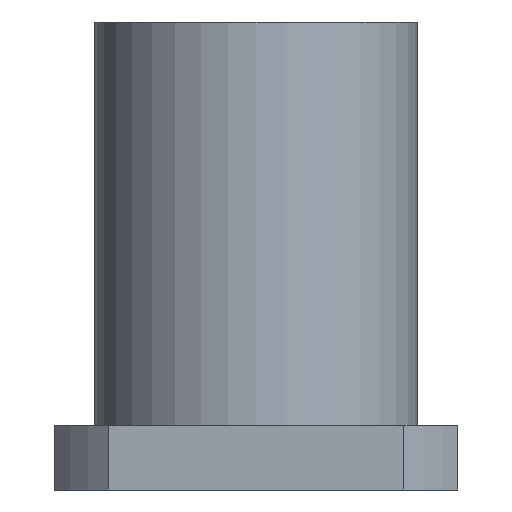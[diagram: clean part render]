
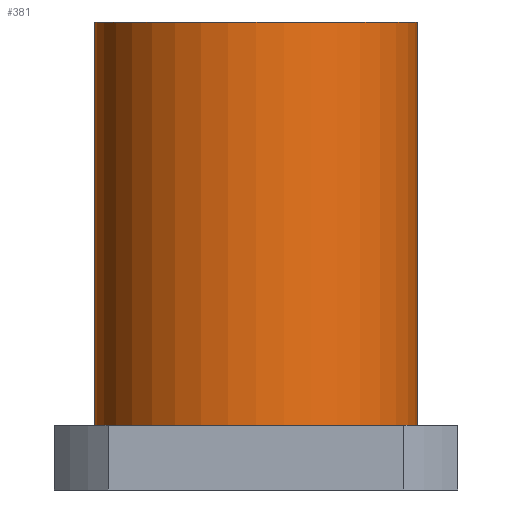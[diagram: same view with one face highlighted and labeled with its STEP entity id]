
A CAD part, front view. The second image highlights one B-rep face of the part: STEP entity #381.
In plain terms, the highlighted cylindrical face has radius 20 mm (diameter 40 mm), a partial arc.
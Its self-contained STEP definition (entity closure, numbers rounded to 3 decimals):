
#29 = DIRECTION ( 'NONE',  ( 1., 0., 0. ) ) ;
#46 = CARTESIAN_POINT ( 'NONE',  ( 0., 0., 29. ) ) ;
#90 = CARTESIAN_POINT ( 'NONE',  ( 20., 0., -21. ) ) ;
#105 = EDGE_CURVE ( 'NONE', #135, #687, #862, .T. ) ;
#124 = DIRECTION ( 'NONE',  ( 0., 0., 1. ) ) ;
#135 = VERTEX_POINT ( 'NONE', #313 ) ;
#254 = EDGE_CURVE ( 'NONE', #257, #687, #605, .T. ) ;
#257 = VERTEX_POINT ( 'NONE', #90 ) ;
#288 = LINE ( 'NONE', #471, #514 ) ;
#313 = CARTESIAN_POINT ( 'NONE',  ( -20., 0., 29. ) ) ;
#362 = CARTESIAN_POINT ( 'NONE',  ( 20., 0., 29. ) ) ;
#379 = EDGE_CURVE ( 'NONE', #502, #257, #1093, .T. ) ;
#381 = ADVANCED_FACE ( 'NONE', ( #634 ), #962, .T. ) ;
#428 = DIRECTION ( 'NONE',  ( 0., 0., 1. ) ) ;
#455 = EDGE_LOOP ( 'NONE', ( #479, #1071, #904, #1042 ) ) ;
#470 = DIRECTION ( 'NONE',  ( 0., 0., 1. ) ) ;
#471 = CARTESIAN_POINT ( 'NONE',  ( -20., 0., -21. ) ) ;
#479 = ORIENTED_EDGE ( 'NONE', *, *, #896, .F. ) ;
#502 = VERTEX_POINT ( 'NONE', #630 ) ;
#514 = VECTOR ( 'NONE', #903, 1000. ) ;
#551 = CARTESIAN_POINT ( 'NONE',  ( 0., 0., -21. ) ) ;
#605 = LINE ( 'NONE', #1034, #742 ) ;
#630 = CARTESIAN_POINT ( 'NONE',  ( -20., 0., -21. ) ) ;
#634 = FACE_OUTER_BOUND ( 'NONE', #455, .T. ) ;
#687 = VERTEX_POINT ( 'NONE', #362 ) ;
#742 = VECTOR ( 'NONE', #428, 1000. ) ;
#751 = DIRECTION ( 'NONE',  ( 1., 0., 0. ) ) ;
#793 = AXIS2_PLACEMENT_3D ( 'NONE', #46, #998, #751 ) ;
#851 = AXIS2_PLACEMENT_3D ( 'NONE', #551, #124, #1055 ) ;
#862 = CIRCLE ( 'NONE', #793, 20. ) ;
#896 = EDGE_CURVE ( 'NONE', #502, #135, #288, .T. ) ;
#903 = DIRECTION ( 'NONE',  ( 0., 0., 1. ) ) ;
#904 = ORIENTED_EDGE ( 'NONE', *, *, #254, .T. ) ;
#949 = AXIS2_PLACEMENT_3D ( 'NONE', #1060, #470, #29 ) ;
#962 = CYLINDRICAL_SURFACE ( 'NONE', #949, 20. ) ;
#998 = DIRECTION ( 'NONE',  ( 0., 0., 1. ) ) ;
#1034 = CARTESIAN_POINT ( 'NONE',  ( 20., 0., -21. ) ) ;
#1042 = ORIENTED_EDGE ( 'NONE', *, *, #105, .F. ) ;
#1055 = DIRECTION ( 'NONE',  ( 1., 0., 0. ) ) ;
#1060 = CARTESIAN_POINT ( 'NONE',  ( 0., 0., -21. ) ) ;
#1071 = ORIENTED_EDGE ( 'NONE', *, *, #379, .T. ) ;
#1093 = CIRCLE ( 'NONE', #851, 20. ) ;
